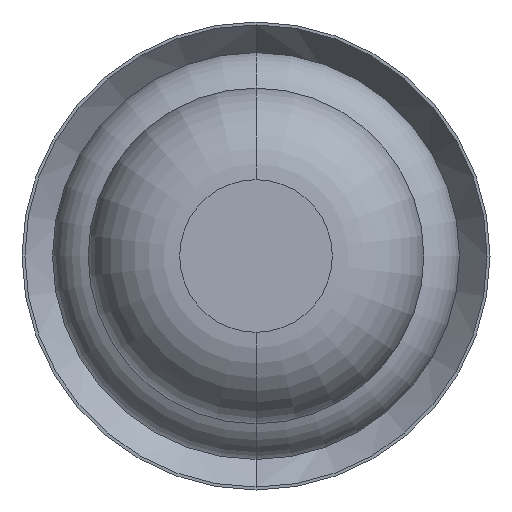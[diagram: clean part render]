
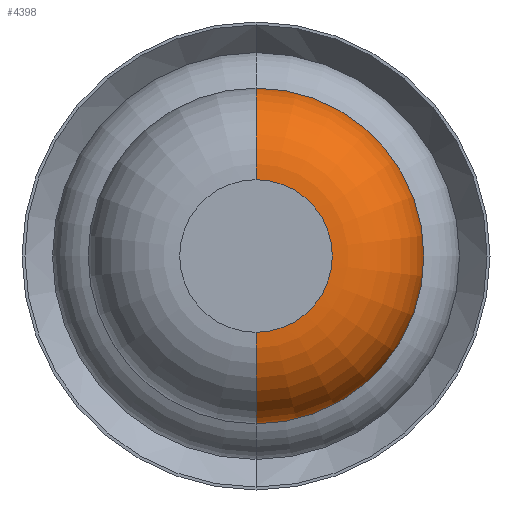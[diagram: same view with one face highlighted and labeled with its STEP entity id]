
A CAD part, front view. The second image highlights one B-rep face of the part: STEP entity #4398.
In plain terms, the highlighted toroidal (fillet/blend) face has major radius 0.375 mm and minor radius 0.45 mm.
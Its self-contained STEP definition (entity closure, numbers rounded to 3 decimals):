
#12 = DIRECTION ( 'NONE',  ( -1., 0., 0. ) ) ;
#257 = ORIENTED_EDGE ( 'NONE', *, *, #2116, .T. ) ;
#301 = EDGE_CURVE ( 'Defeature ausgef�hrt1_10+Defeature ausgef�hrt1_11+Defeature ausgef�hrt1_11+Defeature ausgef�hrt1_11', #2734, #4903, #4650, .T. ) ;
#430 = CARTESIAN_POINT ( 'NONE',  ( 0., -24., -0.375 ) ) ;
#623 = AXIS2_PLACEMENT_3D ( 'NONE', #6095, #2784, #2285 ) ;
#659 = EDGE_CURVE ( 'Defeature ausgef�hrt1_9+Defeature ausgef�hrt1_10+Defeature ausgef�hrt1_10+Defeature ausgef�hrt1_10', #920, #660, #3098, .T. ) ;
#660 = VERTEX_POINT ( 'NONE', #2165 ) ;
#920 = VERTEX_POINT ( 'NONE', #4380 ) ;
#963 = CIRCLE ( 'NONE', #3570, 0.45 ) ;
#1082 = ORIENTED_EDGE ( 'NONE', *, *, #659, .F. ) ;
#1175 = DIRECTION ( 'NONE',  ( 0., 0., 1. ) ) ;
#1400 = CARTESIAN_POINT ( 'NONE',  ( 0., -23.55, 0.375 ) ) ;
#2116 = EDGE_CURVE ( 'NONE', #4903, #660, #963, .T. ) ;
#2165 = CARTESIAN_POINT ( 'NONE',  ( 0., -23.55, -0.825 ) ) ;
#2285 = DIRECTION ( 'NONE',  ( 0., 0., 1. ) ) ;
#2734 = VERTEX_POINT ( 'NONE', #5012 ) ;
#2784 = DIRECTION ( 'NONE',  ( 0., 1., 0. ) ) ;
#2954 = DIRECTION ( 'NONE',  ( 0., 0., -1. ) ) ;
#3002 = DIRECTION ( 'NONE',  ( 0., 0., 1. ) ) ;
#3045 = ORIENTED_EDGE ( 'NONE', *, *, #6104, .F. ) ;
#3098 = CIRCLE ( 'NONE', #3560, 0.825 ) ;
#3347 = EDGE_LOOP ( 'NONE', ( #4389, #257, #1082, #3045 ) ) ;
#3560 = AXIS2_PLACEMENT_3D ( 'NONE', #4055, #3571, #1175 ) ;
#3570 = AXIS2_PLACEMENT_3D ( 'NONE', #5809, #3940, #2954 ) ;
#3571 = DIRECTION ( 'NONE',  ( 0., 1., 0. ) ) ;
#3940 = DIRECTION ( 'NONE',  ( 1., 0., 0. ) ) ;
#4055 = CARTESIAN_POINT ( 'NONE',  ( 0., -23.55, 0. ) ) ;
#4380 = CARTESIAN_POINT ( 'NONE',  ( 0., -23.55, 0.825 ) ) ;
#4389 = ORIENTED_EDGE ( 'NONE', *, *, #301, .T. ) ;
#4398 = ADVANCED_FACE ( 'Defeature ausgef�hrt1_10', ( #5836 ), #5380, .T. ) ;
#4650 = CIRCLE ( 'NONE', #623, 0.375 ) ;
#4720 = CIRCLE ( 'NONE', #6185, 0.45 ) ;
#4903 = VERTEX_POINT ( 'NONE', #430 ) ;
#4914 = DIRECTION ( 'NONE',  ( 0., 1., 0. ) ) ;
#4958 = CARTESIAN_POINT ( 'NONE',  ( 0., -23.55, 0. ) ) ;
#5012 = CARTESIAN_POINT ( 'NONE',  ( 0., -24., 0.375 ) ) ;
#5337 = AXIS2_PLACEMENT_3D ( 'NONE', #4958, #4914, #3002 ) ;
#5380 = TOROIDAL_SURFACE ( 'NONE', #5337, 0.375, 0.45 ) ;
#5809 = CARTESIAN_POINT ( 'NONE',  ( 0., -23.55, -0.375 ) ) ;
#5836 = FACE_OUTER_BOUND ( 'NONE', #3347, .T. ) ;
#6095 = CARTESIAN_POINT ( 'NONE',  ( 0., -24., 0. ) ) ;
#6104 = EDGE_CURVE ( 'NONE', #2734, #920, #4720, .T. ) ;
#6154 = DIRECTION ( 'NONE',  ( 0., 0., 1. ) ) ;
#6185 = AXIS2_PLACEMENT_3D ( 'NONE', #1400, #12, #6154 ) ;
